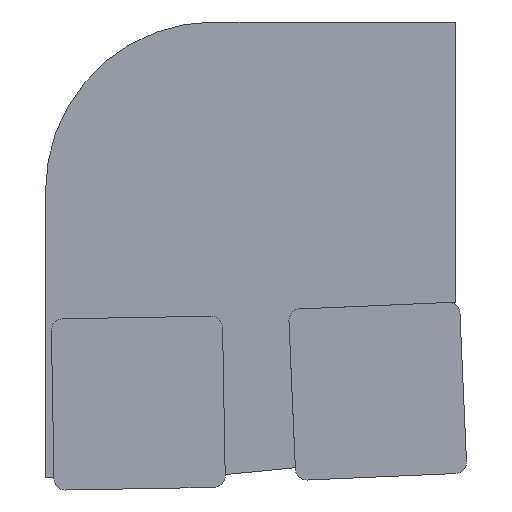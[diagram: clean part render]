
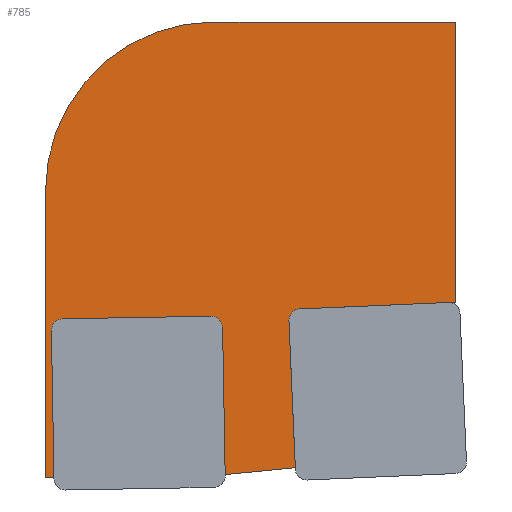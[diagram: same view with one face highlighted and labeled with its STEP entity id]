
A CAD part, left-side view. The second image highlights one B-rep face of the part: STEP entity #785.
In plain terms, the highlighted planar face has unit normal (-1, 0, 0).
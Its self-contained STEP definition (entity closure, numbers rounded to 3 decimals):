
#232=DIRECTION('',(0.,0.999,-0.044));
#233=VECTOR('',#232,10.939);
#234=CARTESIAN_POINT('',(0.,0.75,13.366));
#235=LINE('',#234,#233);
#239=CARTESIAN_POINT('',(0.,11.644,12.09));
#240=DIRECTION('',(-1.,0.,0.));
#241=DIRECTION('',(0.,0.044,0.999));
#242=AXIS2_PLACEMENT_3D('',#239,#240,#241);
#247=DIRECTION('',(0.,0.044,0.999));
#248=VECTOR('',#247,10.3);
#249=CARTESIAN_POINT('',(0.,11.994,1.765));
#250=LINE('',#249,#248);
#254=DIRECTION('',(0.,-0.995,0.098));
#255=VECTOR('',#254,4.942);
#256=CARTESIAN_POINT('',(0.,16.912,1.282));
#257=LINE('',#256,#255);
#261=DIRECTION('',(0.,0.017,1.));
#262=VECTOR('',#261,10.314);
#263=CARTESIAN_POINT('',(0.,16.912,1.282));
#264=LINE('',#263,#262);
#268=CARTESIAN_POINT('',(0.,17.892,11.58));
#269=DIRECTION('',(-1.,0.,0.));
#270=DIRECTION('',(0.,-1.,0.017));
#271=AXIS2_PLACEMENT_3D('',#268,#269,#270);
#276=DIRECTION('',(0.,1.,-0.017));
#277=VECTOR('',#276,10.4);
#278=CARTESIAN_POINT('',(0.,17.906,12.38));
#279=LINE('',#278,#277);
#283=CARTESIAN_POINT('',(0.,28.29,11.398));
#284=DIRECTION('',(-1.,0.,0.));
#285=DIRECTION('',(0.,0.017,1.));
#286=AXIS2_PLACEMENT_3D('',#283,#284,#285);
#291=DIRECTION('',(0.,0.017,1.));
#292=VECTOR('',#291,10.314);
#293=CARTESIAN_POINT('',(0.,28.91,1.072));
#294=LINE('',#293,#292);
#298=DIRECTION('',(0.,-1.,0.017));
#299=VECTOR('',#298,0.59);
#300=CARTESIAN_POINT('',(0.,29.5,1.062));
#301=LINE('',#300,#299);
#305=DIRECTION('',(0.,0.,-1.));
#306=VECTOR('',#305,20.138);
#307=CARTESIAN_POINT('',(0.,29.5,21.2));
#308=LINE('',#307,#306);
#312=CARTESIAN_POINT('',(0.,17.7,21.2));
#313=DIRECTION('',(-1.,0.,0.));
#314=DIRECTION('',(0.,0.,1.));
#315=AXIS2_PLACEMENT_3D('',#312,#313,#314);
#320=DIRECTION('',(0.,1.,0.));
#321=VECTOR('',#320,16.95);
#322=CARTESIAN_POINT('',(0.,0.75,33.));
#323=LINE('',#322,#321);
#327=DIRECTION('',(0.,0.,1.));
#328=VECTOR('',#327,19.634);
#329=CARTESIAN_POINT('',(0.,0.75,13.366));
#330=LINE('',#329,#328);
#539=CARTESIAN_POINT('',(0.,17.7,33.));
#540=CARTESIAN_POINT('',(0.,29.5,21.2));
#541=VERTEX_POINT('',#539);
#542=VERTEX_POINT('',#540);
#547=CARTESIAN_POINT('',(0.,0.75,13.366));
#548=CARTESIAN_POINT('',(0.,11.679,12.889));
#549=VERTEX_POINT('',#547);
#550=VERTEX_POINT('',#548);
#551=CARTESIAN_POINT('',(0.,11.994,1.765));
#552=CARTESIAN_POINT('',(0.,12.443,12.055));
#553=VERTEX_POINT('',#551);
#554=VERTEX_POINT('',#552);
#567=CARTESIAN_POINT('',(0.,16.912,1.282));
#568=CARTESIAN_POINT('',(0.,17.092,11.594));
#569=VERTEX_POINT('',#567);
#570=VERTEX_POINT('',#568);
#571=CARTESIAN_POINT('',(0.,17.906,12.38));
#572=CARTESIAN_POINT('',(0.,28.304,12.198));
#573=VERTEX_POINT('',#571);
#574=VERTEX_POINT('',#572);
#575=CARTESIAN_POINT('',(0.,28.91,1.072));
#576=CARTESIAN_POINT('',(0.,29.09,11.384));
#577=VERTEX_POINT('',#575);
#578=VERTEX_POINT('',#576);
#617=CARTESIAN_POINT('',(0.,29.5,1.062));
#618=VERTEX_POINT('',#617);
#619=CARTESIAN_POINT('',(0.,0.75,33.));
#620=VERTEX_POINT('',#619);
#751=CARTESIAN_POINT('',(0.,0.,0.));
#752=DIRECTION('',(-1.,0.,0.));
#753=DIRECTION('',(0.,0.,1.));
#754=AXIS2_PLACEMENT_3D('',#751,#752,#753);
#755=PLANE('',#754);
#756=ORIENTED_EDGE('',*,*,#741,.T.);
#758=ORIENTED_EDGE('',*,*,#757,.T.);
#760=ORIENTED_EDGE('',*,*,#759,.F.);
#762=ORIENTED_EDGE('',*,*,#761,.F.);
#764=ORIENTED_EDGE('',*,*,#763,.T.);
#766=ORIENTED_EDGE('',*,*,#765,.T.);
#768=ORIENTED_EDGE('',*,*,#767,.T.);
#770=ORIENTED_EDGE('',*,*,#769,.T.);
#772=ORIENTED_EDGE('',*,*,#771,.F.);
#774=ORIENTED_EDGE('',*,*,#773,.F.);
#776=ORIENTED_EDGE('',*,*,#775,.F.);
#778=ORIENTED_EDGE('',*,*,#777,.F.);
#780=ORIENTED_EDGE('',*,*,#779,.F.);
#782=ORIENTED_EDGE('',*,*,#781,.F.);
#783=EDGE_LOOP('',(#756,#758,#760,#762,#764,#766,#768,#770,#772,#774,#776,#778,
#780,#782));
#784=FACE_OUTER_BOUND('',#783,.F.);
#243=CIRCLE('',#242,0.8);
#272=CIRCLE('',#271,0.8);
#287=CIRCLE('',#286,0.8);
#316=CIRCLE('',#315,11.8);
#741=EDGE_CURVE('',#549,#550,#235,.T.);
#757=EDGE_CURVE('',#550,#554,#243,.T.);
#759=EDGE_CURVE('',#553,#554,#250,.T.);
#761=EDGE_CURVE('',#569,#553,#257,.T.);
#763=EDGE_CURVE('',#569,#570,#264,.T.);
#765=EDGE_CURVE('',#570,#573,#272,.T.);
#767=EDGE_CURVE('',#573,#574,#279,.T.);
#769=EDGE_CURVE('',#574,#578,#287,.T.);
#771=EDGE_CURVE('',#577,#578,#294,.T.);
#773=EDGE_CURVE('',#618,#577,#301,.T.);
#775=EDGE_CURVE('',#542,#618,#308,.T.);
#777=EDGE_CURVE('',#541,#542,#316,.T.);
#779=EDGE_CURVE('',#620,#541,#323,.T.);
#781=EDGE_CURVE('',#549,#620,#330,.T.);
#785=ADVANCED_FACE('',(#784),#755,.T.);
